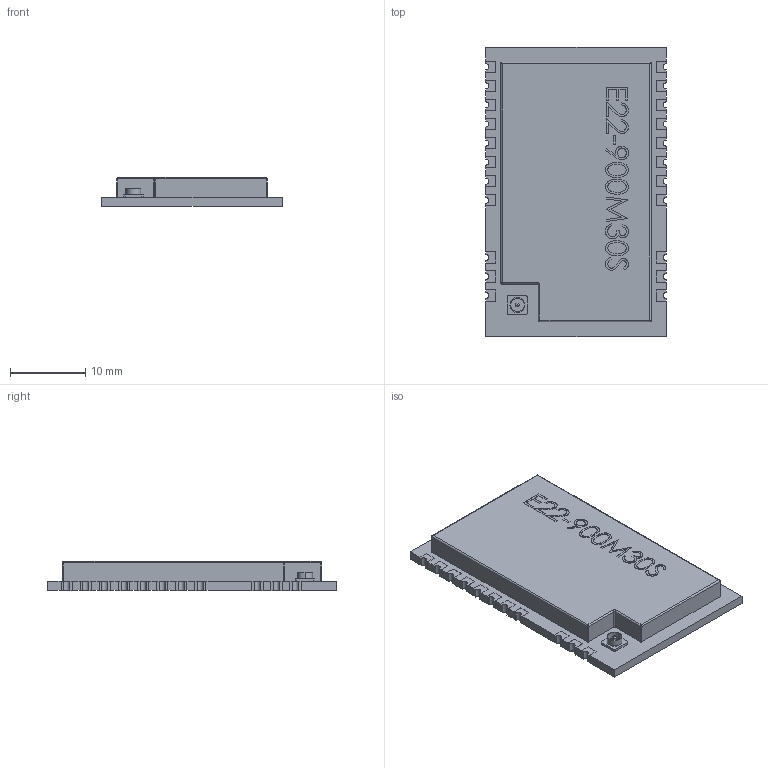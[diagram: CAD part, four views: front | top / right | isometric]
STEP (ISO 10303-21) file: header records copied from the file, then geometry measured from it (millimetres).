
FILE_DESCRIPTION (( 'STEP AP214' ), '1' );
FILE_NAME ('E22-900M30S.STEP', '2022-12-24T20:48:28', ( '' ), ( '' ), 'SwSTEP 2.0', 'SolidWorks 2022', '' );
FILE_SCHEMA (( 'AUTOMOTIVE_DESIGN' ));
Length unit declared in the file: millimetre
Products named in the file (1): E22-900M30S
Bounding box: 24.02 x 38.5 x 3.88 mm (x, y, z)
Volume: 2880.3 mm3; surface area: 2302.5 mm2
Topology: 1 solids, 1 shells, 467 faces, 1321 edges, 871 vertices
Faces by surface type: plane 327, bspline 82, cylinder 55, torus 3
Entity records: 24617 total; most frequent: CARTESIAN_POINT 8045, ORIENTED_EDGE 2632, DIRECTION 2029, EDGE_CURVE 1316, VECTOR 1047, LINE 1047, VERTEX_POINT 871, AXIS2_PLACEMENT_3D 491
